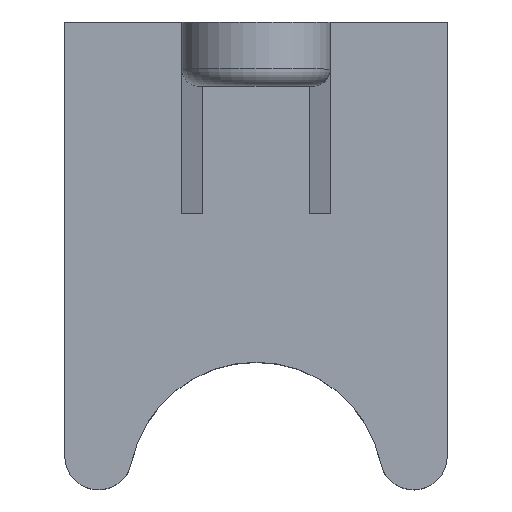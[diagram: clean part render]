
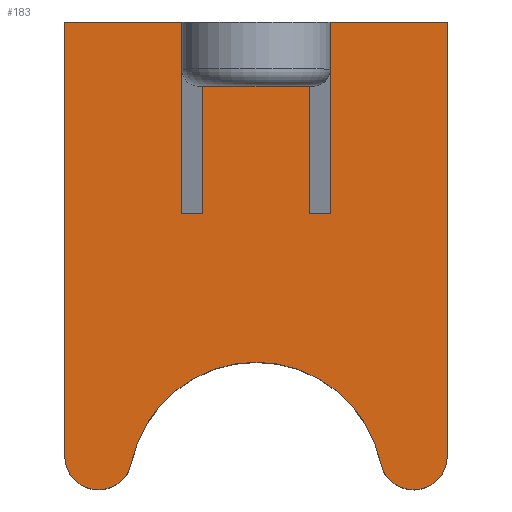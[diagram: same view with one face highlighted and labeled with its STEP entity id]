
A CAD part, top view. The second image highlights one B-rep face of the part: STEP entity #183.
In plain terms, the highlighted face is planar.
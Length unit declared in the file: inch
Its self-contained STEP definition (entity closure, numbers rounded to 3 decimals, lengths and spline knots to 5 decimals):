
#130=FACE_OUTER_BOUND('',#294,.T.);
#183=ADVANCED_FACE('',(#130),#235,.F.);
#235=PLANE('',#1189);
#294=EDGE_LOOP('',(#459,#460,#461,#462,#463,#464,#465,#466,#467,#468,#469,
#470,#471,#472));
#358=CIRCLE('',#1186,0.09897);
#359=CIRCLE('',#1187,0.375);
#360=CIRCLE('',#1188,0.09897);
#459=ORIENTED_EDGE('',*,*,#847,.F.);
#460=ORIENTED_EDGE('',*,*,#848,.F.);
#461=ORIENTED_EDGE('',*,*,#849,.F.);
#462=ORIENTED_EDGE('',*,*,#843,.T.);
#463=ORIENTED_EDGE('',*,*,#850,.T.);
#464=ORIENTED_EDGE('',*,*,#851,.T.);
#465=ORIENTED_EDGE('',*,*,#852,.T.);
#466=ORIENTED_EDGE('',*,*,#823,.F.);
#467=ORIENTED_EDGE('',*,*,#853,.T.);
#468=ORIENTED_EDGE('',*,*,#854,.F.);
#469=ORIENTED_EDGE('',*,*,#855,.F.);
#470=ORIENTED_EDGE('',*,*,#856,.F.);
#471=ORIENTED_EDGE('',*,*,#812,.F.);
#472=ORIENTED_EDGE('',*,*,#827,.F.);
#708=VERTEX_POINT('',#1630);
#709=VERTEX_POINT('',#1632);
#715=VERTEX_POINT('',#1653);
#716=VERTEX_POINT('',#1654);
#719=VERTEX_POINT('',#1660);
#734=VERTEX_POINT('',#1692);
#735=VERTEX_POINT('',#1694);
#738=VERTEX_POINT('',#1702);
#739=VERTEX_POINT('',#1704);
#740=VERTEX_POINT('',#1707);
#741=VERTEX_POINT('',#1709);
#742=VERTEX_POINT('',#1712);
#743=VERTEX_POINT('',#1714);
#744=VERTEX_POINT('',#1716);
#812=EDGE_CURVE('',#708,#709,#954,.T.);
#823=EDGE_CURVE('',#715,#716,#960,.T.);
#827=EDGE_CURVE('',#719,#708,#963,.T.);
#843=EDGE_CURVE('',#735,#734,#976,.T.);
#847=EDGE_CURVE('',#738,#719,#980,.T.);
#848=EDGE_CURVE('',#739,#738,#981,.T.);
#849=EDGE_CURVE('',#735,#739,#982,.T.);
#850=EDGE_CURVE('',#734,#740,#983,.T.);
#851=EDGE_CURVE('',#740,#741,#984,.T.);
#852=EDGE_CURVE('',#741,#716,#985,.T.);
#853=EDGE_CURVE('',#715,#742,#986,.T.);
#854=EDGE_CURVE('',#743,#742,#358,.T.);
#855=EDGE_CURVE('',#744,#743,#359,.T.);
#856=EDGE_CURVE('',#709,#744,#360,.T.);
#954=LINE('',#1631,#1074);
#960=LINE('',#1652,#1080);
#963=LINE('',#1661,#1083);
#976=LINE('',#1693,#1096);
#980=LINE('',#1701,#1100);
#981=LINE('',#1703,#1101);
#982=LINE('',#1705,#1102);
#983=LINE('',#1706,#1103);
#984=LINE('',#1708,#1104);
#985=LINE('',#1710,#1105);
#986=LINE('',#1711,#1106);
#1074=VECTOR('',#1309,1.);
#1080=VECTOR('',#1333,1.);
#1083=VECTOR('',#1338,1.);
#1096=VECTOR('',#1359,1.);
#1100=VECTOR('',#1365,1.);
#1101=VECTOR('',#1366,1.);
#1102=VECTOR('',#1367,1.);
#1103=VECTOR('',#1368,1.);
#1104=VECTOR('',#1369,1.);
#1105=VECTOR('',#1370,1.);
#1106=VECTOR('',#1371,1.);
#1186=AXIS2_PLACEMENT_3D('',#1713,#1372,#1373);
#1187=AXIS2_PLACEMENT_3D('',#1715,#1374,#1375);
#1188=AXIS2_PLACEMENT_3D('',#1717,#1376,#1377);
#1189=AXIS2_PLACEMENT_3D('',#1718,#1378,#1379);
#1309=DIRECTION('',(0.,0.,1.));
#1333=DIRECTION('',(1.,0.,0.));
#1338=DIRECTION('',(1.,0.,0.));
#1359=DIRECTION('',(-1.,0.,0.));
#1365=DIRECTION('',(0.,0.,-1.));
#1366=DIRECTION('',(1.,0.,0.));
#1367=DIRECTION('',(0.,0.,1.));
#1368=DIRECTION('',(0.,0.,1.));
#1369=DIRECTION('',(-1.,0.,0.));
#1370=DIRECTION('',(0.,0.,-1.));
#1371=DIRECTION('',(0.,0.,1.));
#1372=DIRECTION('',(0.,-1.,0.));
#1373=DIRECTION('',(1.,0.,0.));
#1374=DIRECTION('',(0.,1.,0.));
#1375=DIRECTION('',(-1.,0.,0.));
#1376=DIRECTION('',(0.,-1.,0.));
#1377=DIRECTION('',(1.,0.,0.));
#1378=DIRECTION('',(0.,-1.,0.));
#1379=DIRECTION('',(0.,0.,-1.));
#1630=CARTESIAN_POINT('',(0.5625,0.225,0.));
#1631=CARTESIAN_POINT('',(0.5625,0.225,0.));
#1632=CARTESIAN_POINT('',(0.5625,0.225,1.27603));
#1652=CARTESIAN_POINT('',(-0.5625,0.225,0.));
#1653=CARTESIAN_POINT('',(-0.5625,0.225,0.));
#1654=CARTESIAN_POINT('',(-0.218,0.225,0.));
#1660=CARTESIAN_POINT('',(0.218,0.225,0.));
#1661=CARTESIAN_POINT('',(-0.5625,0.225,0.));
#1692=CARTESIAN_POINT('',(-0.156,0.225,0.188));
#1693=CARTESIAN_POINT('',(0.218,0.225,0.188));
#1694=CARTESIAN_POINT('',(0.156,0.225,0.188));
#1701=CARTESIAN_POINT('',(0.218,0.225,0.188));
#1702=CARTESIAN_POINT('',(0.218,0.225,0.5625));
#1703=CARTESIAN_POINT('',(0.156,0.225,0.5625));
#1704=CARTESIAN_POINT('',(0.156,0.225,0.5625));
#1705=CARTESIAN_POINT('',(0.156,0.225,1.27603));
#1706=CARTESIAN_POINT('',(-0.156,0.225,1.27603));
#1707=CARTESIAN_POINT('',(-0.156,0.225,0.5625));
#1708=CARTESIAN_POINT('',(-0.156,0.225,0.5625));
#1709=CARTESIAN_POINT('',(-0.218,0.225,0.5625));
#1710=CARTESIAN_POINT('',(-0.218,0.225,0.188));
#1711=CARTESIAN_POINT('',(-0.5625,0.225,0.));
#1712=CARTESIAN_POINT('',(-0.5625,0.225,1.27603));
#1713=CARTESIAN_POINT('',(-0.46353,0.225,1.27603));
#1714=CARTESIAN_POINT('',(-0.36673,0.225,1.29669));
#1715=CARTESIAN_POINT('',(0.,0.225,1.375));
#1716=CARTESIAN_POINT('',(0.36673,0.225,1.29669));
#1717=CARTESIAN_POINT('',(0.46353,0.225,1.27603));
#1718=CARTESIAN_POINT('',(-0.46353,0.225,1.27603));
